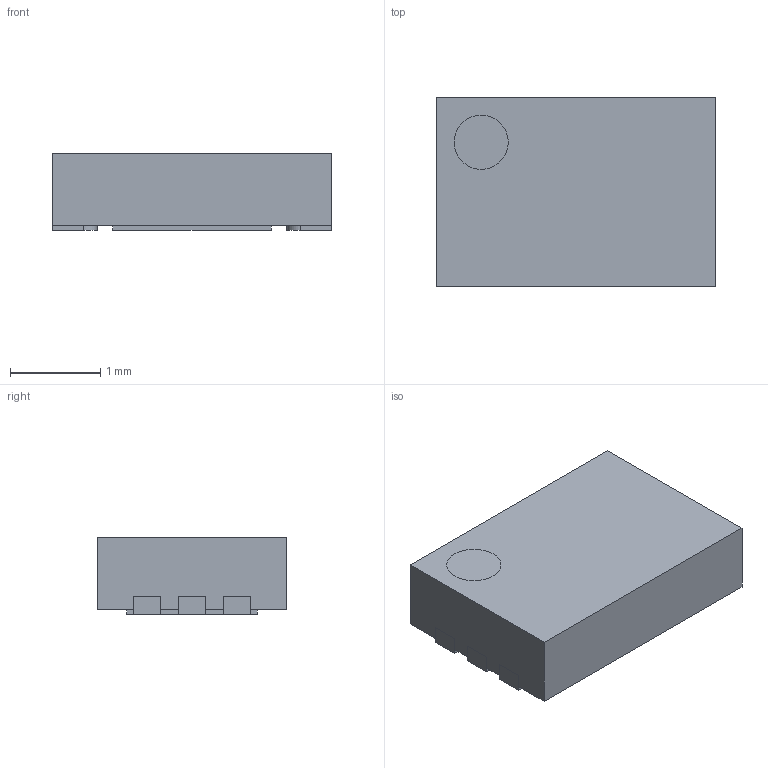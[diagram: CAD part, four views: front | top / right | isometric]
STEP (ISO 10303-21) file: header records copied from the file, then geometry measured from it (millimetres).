
FILE_DESCRIPTION((''),'2;1');
FILE_NAME('SON50P300X200X80-7N-R175X145.stp','2011-12-07T09:52:15',(''),(''),'Mechanical Desktop 2011','Mechanical Desktop 2011',', , ');
FILE_SCHEMA(('AUTOMOTIVE_DESIGN { 1 2 10303 214 1 1 1 1 }'));
Length unit declared in the file: millimetre
Products named in the file (1): Product
Bounding box: 3.1 x 2.1 x 0.85 mm (x, y, z)
Volume: 5.4 mm3; surface area: 31.9 mm2
Topology: 9 solids, 9 shells, 79 faces, 180 edges, 120 vertices
Faces by surface type: plane 39, bspline 30, cylinder 10
Entity records: 2335 total; most frequent: CARTESIAN_POINT 554, ORIENTED_EDGE 360, DIRECTION 312, EDGE_CURVE 180, VECTOR 148, LINE 148, VERTEX_POINT 120, AXIS2_PLACEMENT_3D 82
